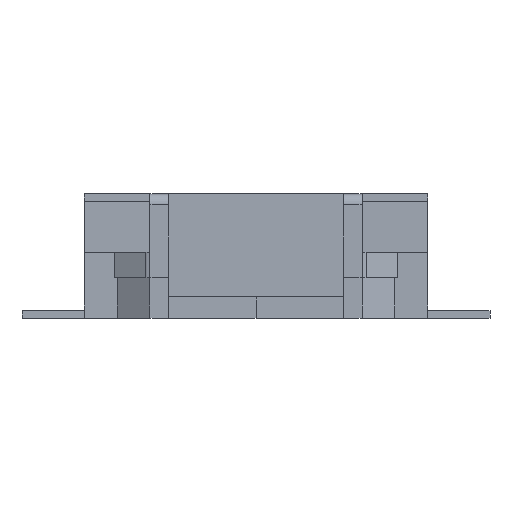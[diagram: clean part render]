
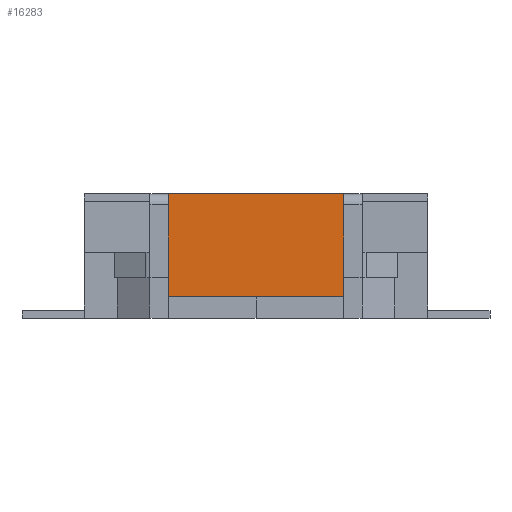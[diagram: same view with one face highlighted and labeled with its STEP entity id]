
A CAD part, front view. The second image highlights one B-rep face of the part: STEP entity #16283.
In plain terms, the highlighted planar face has unit normal (0, -1, 0).
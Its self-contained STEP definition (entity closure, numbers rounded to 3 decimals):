
#15981 = VERTEX_POINT('',#15982);
#15982 = CARTESIAN_POINT('',(1.2,-2.8,1.7));
#15989 = PLANE('',#15990);
#15990 = AXIS2_PLACEMENT_3D('',#15991,#15992,#15993);
#15991 = CARTESIAN_POINT('',(-1.2,1.3,1.7));
#15992 = DIRECTION('',(0.,0.,1.));
#15993 = DIRECTION('',(1.,0.,0.));
#16001 = PLANE('',#16002);
#16002 = AXIS2_PLACEMENT_3D('',#16003,#16004,#16005);
#16003 = CARTESIAN_POINT('',(1.2,1.3,1.7));
#16004 = DIRECTION('',(1.,0.,0.));
#16005 = DIRECTION('',(0.,0.,-1.));
#16042 = VERTEX_POINT('',#16043);
#16043 = CARTESIAN_POINT('',(-1.2,-2.8,1.7));
#16057 = PLANE('',#16058);
#16058 = AXIS2_PLACEMENT_3D('',#16059,#16060,#16061);
#16059 = CARTESIAN_POINT('',(-1.2,1.3,0.3));
#16060 = DIRECTION('',(-1.,0.,0.));
#16061 = DIRECTION('',(0.,0.,1.));
#16069 = EDGE_CURVE('',#16042,#15981,#16070,.T.);
#16070 = SURFACE_CURVE('',#16071,(#16075,#16082),.PCURVE_S1.);
#16071 = LINE('',#16072,#16073);
#16072 = CARTESIAN_POINT('',(-1.2,-2.8,1.7));
#16073 = VECTOR('',#16074,1.);
#16074 = DIRECTION('',(1.,0.,0.));
#16075 = PCURVE('',#15989,#16076);
#16076 = DEFINITIONAL_REPRESENTATION('',(#16077),#16081);
#16077 = LINE('',#16078,#16079);
#16078 = CARTESIAN_POINT('',(0.,-4.1));
#16079 = VECTOR('',#16080,1.);
#16080 = DIRECTION('',(1.,0.));
#16081 = ( GEOMETRIC_REPRESENTATION_CONTEXT(2) 
PARAMETRIC_REPRESENTATION_CONTEXT() REPRESENTATION_CONTEXT('2D SPACE',''
  ) );
#16082 = PCURVE('',#16083,#16088);
#16083 = PLANE('',#16084);
#16084 = AXIS2_PLACEMENT_3D('',#16085,#16086,#16087);
#16085 = CARTESIAN_POINT('',(0.,-2.8,1.));
#16086 = DIRECTION('',(0.,1.,0.));
#16087 = DIRECTION('',(0.,0.,1.));
#16088 = DEFINITIONAL_REPRESENTATION('',(#16089),#16093);
#16089 = LINE('',#16090,#16091);
#16090 = CARTESIAN_POINT('',(0.7,-1.2));
#16091 = VECTOR('',#16092,1.);
#16092 = DIRECTION('',(0.,1.));
#16093 = ( GEOMETRIC_REPRESENTATION_CONTEXT(2) 
PARAMETRIC_REPRESENTATION_CONTEXT() REPRESENTATION_CONTEXT('2D SPACE',''
  ) );
#16151 = EDGE_CURVE('',#15981,#16152,#16154,.T.);
#16152 = VERTEX_POINT('',#16153);
#16153 = CARTESIAN_POINT('',(1.2,-2.8,0.3));
#16154 = SURFACE_CURVE('',#16155,(#16159,#16166),.PCURVE_S1.);
#16155 = LINE('',#16156,#16157);
#16156 = CARTESIAN_POINT('',(1.2,-2.8,1.7));
#16157 = VECTOR('',#16158,1.);
#16158 = DIRECTION('',(0.,0.,-1.));
#16159 = PCURVE('',#16001,#16160);
#16160 = DEFINITIONAL_REPRESENTATION('',(#16161),#16165);
#16161 = LINE('',#16162,#16163);
#16162 = CARTESIAN_POINT('',(0.,-4.1));
#16163 = VECTOR('',#16164,1.);
#16164 = DIRECTION('',(1.,0.));
#16165 = ( GEOMETRIC_REPRESENTATION_CONTEXT(2) 
PARAMETRIC_REPRESENTATION_CONTEXT() REPRESENTATION_CONTEXT('2D SPACE',''
  ) );
#16166 = PCURVE('',#16083,#16167);
#16167 = DEFINITIONAL_REPRESENTATION('',(#16168),#16172);
#16168 = LINE('',#16169,#16170);
#16169 = CARTESIAN_POINT('',(0.7,1.2));
#16170 = VECTOR('',#16171,1.);
#16171 = DIRECTION('',(-1.,0.));
#16172 = ( GEOMETRIC_REPRESENTATION_CONTEXT(2) 
PARAMETRIC_REPRESENTATION_CONTEXT() REPRESENTATION_CONTEXT('2D SPACE',''
  ) );
#16190 = PLANE('',#16191);
#16191 = AXIS2_PLACEMENT_3D('',#16192,#16193,#16194);
#16192 = CARTESIAN_POINT('',(1.2,1.3,0.3));
#16193 = DIRECTION('',(0.,0.,-1.));
#16194 = DIRECTION('',(-1.,0.,0.));
#16283 = ADVANCED_FACE('',(#16284),#16083,.F.);
#16284 = FACE_BOUND('',#16285,.F.);
#16285 = EDGE_LOOP('',(#16286,#16287,#16288,#16311));
#16286 = ORIENTED_EDGE('',*,*,#16069,.T.);
#16287 = ORIENTED_EDGE('',*,*,#16151,.T.);
#16288 = ORIENTED_EDGE('',*,*,#16289,.T.);
#16289 = EDGE_CURVE('',#16152,#16290,#16292,.T.);
#16290 = VERTEX_POINT('',#16291);
#16291 = CARTESIAN_POINT('',(-1.2,-2.8,0.3));
#16292 = SURFACE_CURVE('',#16293,(#16297,#16304),.PCURVE_S1.);
#16293 = LINE('',#16294,#16295);
#16294 = CARTESIAN_POINT('',(1.2,-2.8,0.3));
#16295 = VECTOR('',#16296,1.);
#16296 = DIRECTION('',(-1.,0.,0.));
#16297 = PCURVE('',#16083,#16298);
#16298 = DEFINITIONAL_REPRESENTATION('',(#16299),#16303);
#16299 = LINE('',#16300,#16301);
#16300 = CARTESIAN_POINT('',(-0.7,1.2));
#16301 = VECTOR('',#16302,1.);
#16302 = DIRECTION('',(0.,-1.));
#16303 = ( GEOMETRIC_REPRESENTATION_CONTEXT(2) 
PARAMETRIC_REPRESENTATION_CONTEXT() REPRESENTATION_CONTEXT('2D SPACE',''
  ) );
#16304 = PCURVE('',#16190,#16305);
#16305 = DEFINITIONAL_REPRESENTATION('',(#16306),#16310);
#16306 = LINE('',#16307,#16308);
#16307 = CARTESIAN_POINT('',(0.,-4.1));
#16308 = VECTOR('',#16309,1.);
#16309 = DIRECTION('',(1.,0.));
#16310 = ( GEOMETRIC_REPRESENTATION_CONTEXT(2) 
PARAMETRIC_REPRESENTATION_CONTEXT() REPRESENTATION_CONTEXT('2D SPACE',''
  ) );
#16311 = ORIENTED_EDGE('',*,*,#16312,.T.);
#16312 = EDGE_CURVE('',#16290,#16042,#16313,.T.);
#16313 = SURFACE_CURVE('',#16314,(#16318,#16325),.PCURVE_S1.);
#16314 = LINE('',#16315,#16316);
#16315 = CARTESIAN_POINT('',(-1.2,-2.8,0.3));
#16316 = VECTOR('',#16317,1.);
#16317 = DIRECTION('',(0.,0.,1.));
#16318 = PCURVE('',#16083,#16319);
#16319 = DEFINITIONAL_REPRESENTATION('',(#16320),#16324);
#16320 = LINE('',#16321,#16322);
#16321 = CARTESIAN_POINT('',(-0.7,-1.2));
#16322 = VECTOR('',#16323,1.);
#16323 = DIRECTION('',(1.,0.));
#16324 = ( GEOMETRIC_REPRESENTATION_CONTEXT(2) 
PARAMETRIC_REPRESENTATION_CONTEXT() REPRESENTATION_CONTEXT('2D SPACE',''
  ) );
#16325 = PCURVE('',#16057,#16326);
#16326 = DEFINITIONAL_REPRESENTATION('',(#16327),#16331);
#16327 = LINE('',#16328,#16329);
#16328 = CARTESIAN_POINT('',(0.,-4.1));
#16329 = VECTOR('',#16330,1.);
#16330 = DIRECTION('',(1.,0.));
#16331 = ( GEOMETRIC_REPRESENTATION_CONTEXT(2) 
PARAMETRIC_REPRESENTATION_CONTEXT() REPRESENTATION_CONTEXT('2D SPACE',''
  ) );
